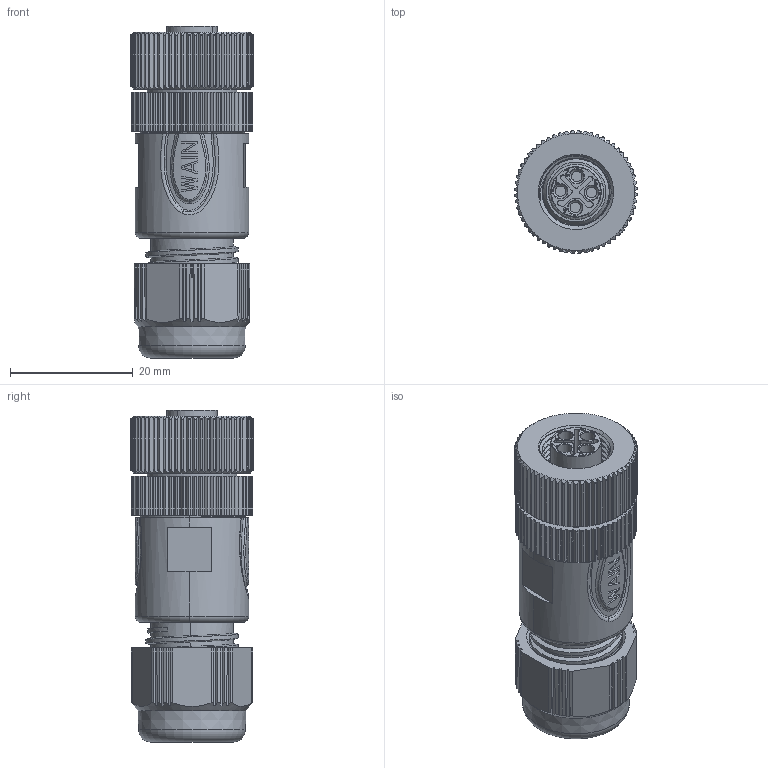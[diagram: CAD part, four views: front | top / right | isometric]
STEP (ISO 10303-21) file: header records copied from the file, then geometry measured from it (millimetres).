
FILE_DESCRIPTION(/* description */ (''),/* implementation_level */ '2;1');
FILE_NAME(/* name */ '3D_1630044203500_M12-FC04S-T-D8_V1.0.stp',/* time_stamp */ '2023-12-15T09:44:25+08:00',/* author */ (''),/* organization */ (''),/* preprocessor_version */ 'ST-DEVELOPER v18.1',/* originating_system */ 'SIEMENS PLM Software NX 1980',/* authorisation */ '');
FILE_SCHEMA (('AUTOMOTIVE_DESIGN { 1 0 10303 214 3 1 1 1 }'));
Length unit declared in the file: millimetre
Products named in the file (1): 3D_1630044203500_M12-FC04S-T-D8_V1.0
Bounding box: 19.98 x 19.98 x 54 mm (x, y, z)
Volume: 13304.6 mm3; surface area: 6164 mm2
Topology: 1 solids, 1 shells, 1009 faces, 2642 edges, 1679 vertices
Faces by surface type: plane 458, cylinder 323, cone 167, bspline 29, torus 24, extrusion 8
Full cylindrical faces by diameter (mm): 1.7 x4, 2.3 x8, 8.45 x1, 14.6 x1, 15.26 x1
Entity records: 38936 total; most frequent: CARTESIAN_POINT 15471, ORIENTED_EDGE 5178, DIRECTION 4441, EDGE_CURVE 2589, VERTEX_POINT 1660, AXIS2_PLACEMENT_3D 1660, VECTOR 1121, LINE 1113
